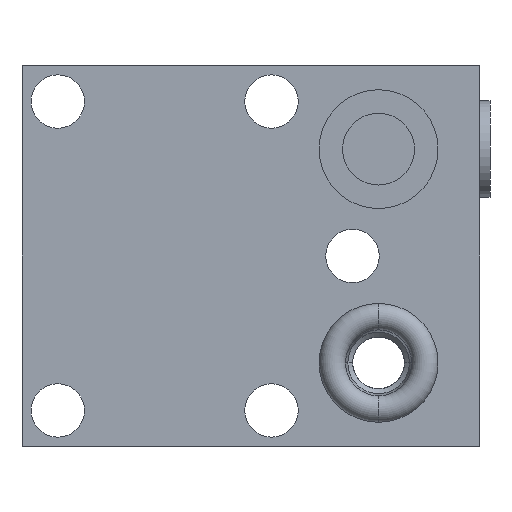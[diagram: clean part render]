
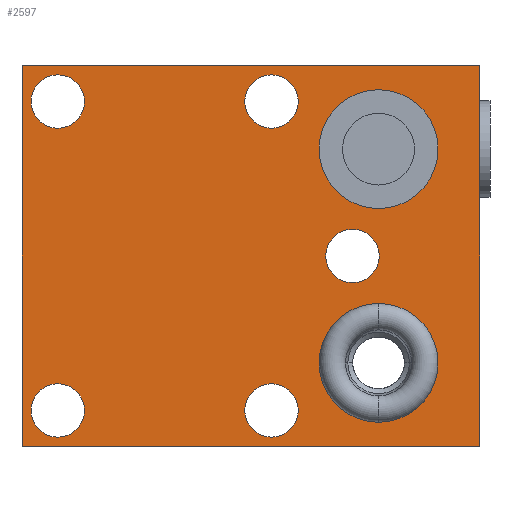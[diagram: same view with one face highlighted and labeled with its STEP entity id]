
A CAD part, left-side view. The second image highlights one B-rep face of the part: STEP entity #2597.
In plain terms, the highlighted planar face has unit normal (-1, 0, 0).
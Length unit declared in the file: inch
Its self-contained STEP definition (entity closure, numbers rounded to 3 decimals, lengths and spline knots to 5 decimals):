
#787=DIRECTION('',(0.,-1.,0.));
#788=VECTOR('',#787,2.406);
#789=CARTESIAN_POINT('',(-1.25,0.75,1.));
#790=LINE('',#789,#788);
#794=DIRECTION('',(0.,0.,-1.));
#795=VECTOR('',#794,2.);
#796=CARTESIAN_POINT('',(-1.25,-1.656,1.));
#797=LINE('',#796,#795);
#801=DIRECTION('',(0.,1.,0.));
#802=VECTOR('',#801,2.406);
#803=CARTESIAN_POINT('',(-1.25,-1.656,-1.));
#804=LINE('',#803,#802);
#808=DIRECTION('',(0.,0.,1.));
#809=VECTOR('',#808,2.);
#810=CARTESIAN_POINT('',(-1.25,0.75,-1.));
#811=LINE('',#810,#809);
#815=CARTESIAN_POINT('',(-1.25,0.562,0.812));
#816=DIRECTION('',(-1.,0.,0.));
#817=DIRECTION('',(0.,-1.,0.));
#818=AXIS2_PLACEMENT_3D('',#815,#816,#817);
#823=CARTESIAN_POINT('',(-1.25,0.562,0.812));
#824=DIRECTION('',(-1.,0.,0.));
#825=DIRECTION('',(0.,1.,0.));
#826=AXIS2_PLACEMENT_3D('',#823,#824,#825);
#831=CARTESIAN_POINT('',(-1.25,0.562,-0.812));
#832=DIRECTION('',(-1.,0.,0.));
#833=DIRECTION('',(0.,-1.,0.));
#834=AXIS2_PLACEMENT_3D('',#831,#832,#833);
#839=CARTESIAN_POINT('',(-1.25,0.562,-0.812));
#840=DIRECTION('',(-1.,0.,0.));
#841=DIRECTION('',(0.,1.,0.));
#842=AXIS2_PLACEMENT_3D('',#839,#840,#841);
#847=CARTESIAN_POINT('',(-1.25,-0.562,0.812));
#848=DIRECTION('',(-1.,0.,0.));
#849=DIRECTION('',(0.,-1.,0.));
#850=AXIS2_PLACEMENT_3D('',#847,#848,#849);
#855=CARTESIAN_POINT('',(-1.25,-0.562,0.812));
#856=DIRECTION('',(-1.,0.,0.));
#857=DIRECTION('',(0.,1.,0.));
#858=AXIS2_PLACEMENT_3D('',#855,#856,#857);
#863=CARTESIAN_POINT('',(-1.25,-0.562,-0.812));
#864=DIRECTION('',(-1.,0.,0.));
#865=DIRECTION('',(0.,-1.,0.));
#866=AXIS2_PLACEMENT_3D('',#863,#864,#865);
#871=CARTESIAN_POINT('',(-1.25,-0.562,-0.812));
#872=DIRECTION('',(-1.,0.,0.));
#873=DIRECTION('',(0.,1.,0.));
#874=AXIS2_PLACEMENT_3D('',#871,#872,#873);
#879=CARTESIAN_POINT('',(-1.25,-0.988,0.));
#880=DIRECTION('',(-1.,0.,0.));
#881=DIRECTION('',(0.,-1.,0.));
#882=AXIS2_PLACEMENT_3D('',#879,#880,#881);
#887=CARTESIAN_POINT('',(-1.25,-0.988,0.));
#888=DIRECTION('',(-1.,0.,0.));
#889=DIRECTION('',(0.,1.,0.));
#890=AXIS2_PLACEMENT_3D('',#887,#888,#889);
#895=CARTESIAN_POINT('',(-1.25,-1.125,0.562));
#896=DIRECTION('',(1.,0.,0.));
#897=DIRECTION('',(0.,1.,0.));
#898=AXIS2_PLACEMENT_3D('',#895,#896,#897);
#903=CARTESIAN_POINT('',(-1.25,-1.125,0.562));
#904=DIRECTION('',(1.,0.,0.));
#905=DIRECTION('',(0.,-1.,0.));
#906=AXIS2_PLACEMENT_3D('',#903,#904,#905);
#911=CARTESIAN_POINT('',(-1.25,-1.125,-0.562));
#912=DIRECTION('',(1.,0.,0.));
#913=DIRECTION('',(0.,1.,0.));
#914=AXIS2_PLACEMENT_3D('',#911,#912,#913);
#919=CARTESIAN_POINT('',(-1.25,-1.125,-0.562));
#920=DIRECTION('',(1.,0.,0.));
#921=DIRECTION('',(0.,-1.,0.));
#922=AXIS2_PLACEMENT_3D('',#919,#920,#921);
#1690=CARTESIAN_POINT('',(-1.25,0.75,1.));
#1691=CARTESIAN_POINT('',(-1.25,-1.656,1.));
#1692=VERTEX_POINT('',#1690);
#1693=VERTEX_POINT('',#1691);
#1694=CARTESIAN_POINT('',(-1.25,-1.656,-1.));
#1695=VERTEX_POINT('',#1694);
#1696=CARTESIAN_POINT('',(-1.25,0.75,-1.));
#1697=VERTEX_POINT('',#1696);
#1718=CARTESIAN_POINT('',(-1.25,0.4215,0.812));
#1719=CARTESIAN_POINT('',(-1.25,0.7025,0.812));
#1720=VERTEX_POINT('',#1718);
#1721=VERTEX_POINT('',#1719);
#1730=CARTESIAN_POINT('',(-1.25,-0.8125,0.562));
#1731=CARTESIAN_POINT('',(-1.25,-1.4375,0.562));
#1732=VERTEX_POINT('',#1730);
#1733=VERTEX_POINT('',#1731);
#1738=CARTESIAN_POINT('',(-1.25,-0.8125,-0.562));
#1739=CARTESIAN_POINT('',(-1.25,-1.4375,-0.562));
#1740=VERTEX_POINT('',#1738);
#1741=VERTEX_POINT('',#1739);
#1856=CARTESIAN_POINT('',(-1.25,0.4215,-0.812));
#1857=CARTESIAN_POINT('',(-1.25,0.7025,-0.812));
#1858=VERTEX_POINT('',#1856);
#1859=VERTEX_POINT('',#1857);
#1864=CARTESIAN_POINT('',(-1.25,-0.7025,0.812));
#1865=CARTESIAN_POINT('',(-1.25,-0.4215,0.812));
#1866=VERTEX_POINT('',#1864);
#1867=VERTEX_POINT('',#1865);
#1872=CARTESIAN_POINT('',(-1.25,-0.7025,-0.812));
#1873=CARTESIAN_POINT('',(-1.25,-0.4215,-0.812));
#1874=VERTEX_POINT('',#1872);
#1875=VERTEX_POINT('',#1873);
#1880=CARTESIAN_POINT('',(-1.25,-1.1285,0.));
#1881=CARTESIAN_POINT('',(-1.25,-0.8475,0.));
#1882=VERTEX_POINT('',#1880);
#1883=VERTEX_POINT('',#1881);
#2542=CARTESIAN_POINT('',(-1.25,0.,0.));
#2543=DIRECTION('',(1.,0.,0.));
#2544=DIRECTION('',(0.,0.,-1.));
#2545=AXIS2_PLACEMENT_3D('',#2542,#2543,#2544);
#2546=PLANE('',#2545);
#2547=ORIENTED_EDGE('',*,*,#2535,.T.);
#2548=ORIENTED_EDGE('',*,*,#1979,.T.);
#2550=ORIENTED_EDGE('',*,*,#2549,.T.);
#2552=ORIENTED_EDGE('',*,*,#2551,.T.);
#2553=EDGE_LOOP('',(#2547,#2548,#2550,#2552));
#2554=FACE_OUTER_BOUND('',#2553,.F.);
#2556=ORIENTED_EDGE('',*,*,#2555,.T.);
#2558=ORIENTED_EDGE('',*,*,#2557,.T.);
#2559=EDGE_LOOP('',(#2556,#2558));
#2560=FACE_BOUND('',#2559,.F.);
#2562=ORIENTED_EDGE('',*,*,#2561,.T.);
#2564=ORIENTED_EDGE('',*,*,#2563,.T.);
#2565=EDGE_LOOP('',(#2562,#2564));
#2566=FACE_BOUND('',#2565,.F.);
#2568=ORIENTED_EDGE('',*,*,#2567,.T.);
#2570=ORIENTED_EDGE('',*,*,#2569,.T.);
#2571=EDGE_LOOP('',(#2568,#2570));
#2572=FACE_BOUND('',#2571,.F.);
#2574=ORIENTED_EDGE('',*,*,#2573,.T.);
#2576=ORIENTED_EDGE('',*,*,#2575,.T.);
#2577=EDGE_LOOP('',(#2574,#2576));
#2578=FACE_BOUND('',#2577,.F.);
#2580=ORIENTED_EDGE('',*,*,#2579,.T.);
#2582=ORIENTED_EDGE('',*,*,#2581,.T.);
#2583=EDGE_LOOP('',(#2580,#2582));
#2584=FACE_BOUND('',#2583,.F.);
#2586=ORIENTED_EDGE('',*,*,#2585,.F.);
#2588=ORIENTED_EDGE('',*,*,#2587,.F.);
#2589=EDGE_LOOP('',(#2586,#2588));
#2590=FACE_BOUND('',#2589,.F.);
#2592=ORIENTED_EDGE('',*,*,#2591,.F.);
#2594=ORIENTED_EDGE('',*,*,#2593,.F.);
#2595=EDGE_LOOP('',(#2592,#2594));
#2596=FACE_BOUND('',#2595,.F.);
#819=CIRCLE('',#818,0.1405);
#827=CIRCLE('',#826,0.1405);
#835=CIRCLE('',#834,0.1405);
#843=CIRCLE('',#842,0.1405);
#851=CIRCLE('',#850,0.1405);
#859=CIRCLE('',#858,0.1405);
#867=CIRCLE('',#866,0.1405);
#875=CIRCLE('',#874,0.1405);
#883=CIRCLE('',#882,0.1405);
#891=CIRCLE('',#890,0.1405);
#899=CIRCLE('',#898,0.3125);
#907=CIRCLE('',#906,0.3125);
#915=CIRCLE('',#914,0.3125);
#923=CIRCLE('',#922,0.3125);
#1979=EDGE_CURVE('',#1693,#1695,#797,.T.);
#2535=EDGE_CURVE('',#1692,#1693,#790,.T.);
#2549=EDGE_CURVE('',#1695,#1697,#804,.T.);
#2551=EDGE_CURVE('',#1697,#1692,#811,.T.);
#2555=EDGE_CURVE('',#1720,#1721,#819,.T.);
#2557=EDGE_CURVE('',#1721,#1720,#827,.T.);
#2561=EDGE_CURVE('',#1858,#1859,#835,.T.);
#2563=EDGE_CURVE('',#1859,#1858,#843,.T.);
#2567=EDGE_CURVE('',#1866,#1867,#851,.T.);
#2569=EDGE_CURVE('',#1867,#1866,#859,.T.);
#2573=EDGE_CURVE('',#1874,#1875,#867,.T.);
#2575=EDGE_CURVE('',#1875,#1874,#875,.T.);
#2579=EDGE_CURVE('',#1882,#1883,#883,.T.);
#2581=EDGE_CURVE('',#1883,#1882,#891,.T.);
#2585=EDGE_CURVE('',#1732,#1733,#899,.T.);
#2587=EDGE_CURVE('',#1733,#1732,#907,.T.);
#2591=EDGE_CURVE('',#1740,#1741,#915,.T.);
#2593=EDGE_CURVE('',#1741,#1740,#923,.T.);
#2597=ADVANCED_FACE('',(#2554,#2560,#2566,#2572,#2578,#2584,#2590,#2596),#2546,
.F.);
